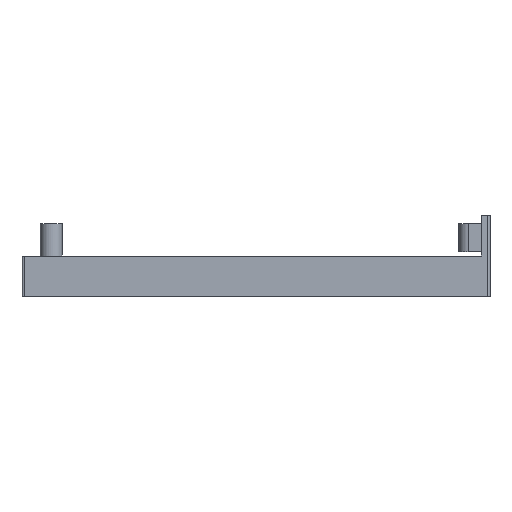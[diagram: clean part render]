
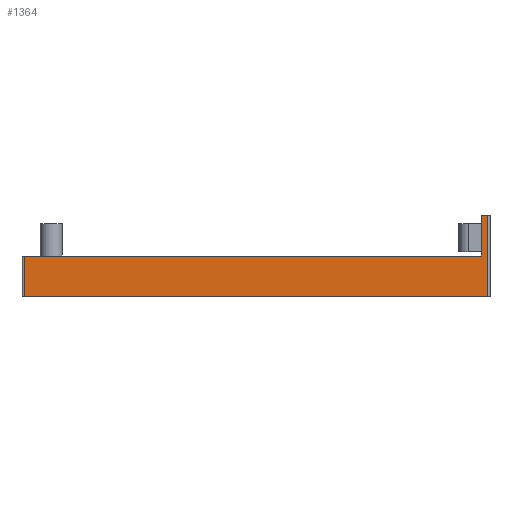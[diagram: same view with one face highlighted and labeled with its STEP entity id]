
A CAD part, front view. The second image highlights one B-rep face of the part: STEP entity #1364.
In plain terms, the highlighted planar face has unit normal (0, -1, 0).
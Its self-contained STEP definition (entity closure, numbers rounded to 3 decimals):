
#44 = PLANE('',#45);
#45 = AXIS2_PLACEMENT_3D('',#46,#47,#48);
#46 = CARTESIAN_POINT('',(-12.,0.,0.));
#47 = DIRECTION('',(0.,0.,1.));
#48 = DIRECTION('',(1.,0.,0.));
#72 = CYLINDRICAL_SURFACE('',#73,0.5);
#73 = AXIS2_PLACEMENT_3D('',#74,#75,#76);
#74 = CARTESIAN_POINT('',(-65.75,-19.5,0.));
#75 = DIRECTION('',(0.,0.,1.));
#76 = DIRECTION('',(-1.,0.,0.));
#100 = PLANE('',#101);
#101 = AXIS2_PLACEMENT_3D('',#102,#103,#104);
#102 = CARTESIAN_POINT('',(-65.25,0.,9.5));
#103 = DIRECTION('',(0.,0.,1.));
#104 = DIRECTION('',(1.,0.,0.));
#321 = VERTEX_POINT('',#322);
#322 = CARTESIAN_POINT('',(-65.75,-20.,0.));
#344 = EDGE_CURVE('',#321,#345,#347,.T.);
#345 = VERTEX_POINT('',#346);
#346 = CARTESIAN_POINT('',(41.75,-20.,0.));
#347 = SURFACE_CURVE('',#348,(#352,#359),.PCURVE_S1.);
#348 = LINE('',#349,#350);
#349 = CARTESIAN_POINT('',(-12.,-20.,0.));
#350 = VECTOR('',#351,1.);
#351 = DIRECTION('',(1.,0.,0.));
#352 = PCURVE('',#44,#353);
#353 = DEFINITIONAL_REPRESENTATION('',(#354),#358);
#354 = LINE('',#355,#356);
#355 = CARTESIAN_POINT('',(0.,-20.));
#356 = VECTOR('',#357,1.);
#357 = DIRECTION('',(1.,0.));
#358 = ( GEOMETRIC_REPRESENTATION_CONTEXT(2) 
PARAMETRIC_REPRESENTATION_CONTEXT() REPRESENTATION_CONTEXT('2D SPACE',''
  ) );
#359 = PCURVE('',#360,#365);
#360 = PLANE('',#361);
#361 = AXIS2_PLACEMENT_3D('',#362,#363,#364);
#362 = CARTESIAN_POINT('',(-66.25,-20.,0.));
#363 = DIRECTION('',(0.,1.,0.));
#364 = DIRECTION('',(1.,0.,0.));
#365 = DEFINITIONAL_REPRESENTATION('',(#366),#370);
#366 = LINE('',#367,#368);
#367 = CARTESIAN_POINT('',(54.25,0.));
#368 = VECTOR('',#369,1.);
#369 = DIRECTION('',(1.,0.));
#370 = ( GEOMETRIC_REPRESENTATION_CONTEXT(2) 
PARAMETRIC_REPRESENTATION_CONTEXT() REPRESENTATION_CONTEXT('2D SPACE',''
  ) );
#389 = CYLINDRICAL_SURFACE('',#390,0.5);
#390 = AXIS2_PLACEMENT_3D('',#391,#392,#393);
#391 = CARTESIAN_POINT('',(41.75,-19.5,0.));
#392 = DIRECTION('',(0.,0.,1.));
#393 = DIRECTION('',(0.,-1.,0.));
#781 = EDGE_CURVE('',#321,#782,#784,.T.);
#782 = VERTEX_POINT('',#783);
#783 = CARTESIAN_POINT('',(-65.75,-20.,9.5));
#784 = SURFACE_CURVE('',#785,(#789,#796),.PCURVE_S1.);
#785 = LINE('',#786,#787);
#786 = CARTESIAN_POINT('',(-65.75,-20.,0.));
#787 = VECTOR('',#788,1.);
#788 = DIRECTION('',(0.,0.,1.));
#789 = PCURVE('',#72,#790);
#790 = DEFINITIONAL_REPRESENTATION('',(#791),#795);
#791 = LINE('',#792,#793);
#792 = CARTESIAN_POINT('',(1.571,0.));
#793 = VECTOR('',#794,1.);
#794 = DIRECTION('',(0.,1.));
#795 = ( GEOMETRIC_REPRESENTATION_CONTEXT(2) 
PARAMETRIC_REPRESENTATION_CONTEXT() REPRESENTATION_CONTEXT('2D SPACE',''
  ) );
#796 = PCURVE('',#360,#797);
#797 = DEFINITIONAL_REPRESENTATION('',(#798),#802);
#798 = LINE('',#799,#800);
#799 = CARTESIAN_POINT('',(0.5,0.));
#800 = VECTOR('',#801,1.);
#801 = DIRECTION('',(0.,-1.));
#802 = ( GEOMETRIC_REPRESENTATION_CONTEXT(2) 
PARAMETRIC_REPRESENTATION_CONTEXT() REPRESENTATION_CONTEXT('2D SPACE',''
  ) );
#831 = EDGE_CURVE('',#832,#782,#834,.T.);
#832 = VERTEX_POINT('',#833);
#833 = CARTESIAN_POINT('',(40.25,-20.,9.5));
#834 = SURFACE_CURVE('',#835,(#839,#846),.PCURVE_S1.);
#835 = LINE('',#836,#837);
#836 = CARTESIAN_POINT('',(40.25,-20.,9.5));
#837 = VECTOR('',#838,1.);
#838 = DIRECTION('',(-1.,0.,0.));
#839 = PCURVE('',#100,#840);
#840 = DEFINITIONAL_REPRESENTATION('',(#841),#845);
#841 = LINE('',#842,#843);
#842 = CARTESIAN_POINT('',(105.5,-20.));
#843 = VECTOR('',#844,1.);
#844 = DIRECTION('',(-1.,0.));
#845 = ( GEOMETRIC_REPRESENTATION_CONTEXT(2) 
PARAMETRIC_REPRESENTATION_CONTEXT() REPRESENTATION_CONTEXT('2D SPACE',''
  ) );
#846 = PCURVE('',#360,#847);
#847 = DEFINITIONAL_REPRESENTATION('',(#848),#852);
#848 = LINE('',#849,#850);
#849 = CARTESIAN_POINT('',(106.5,-9.5));
#850 = VECTOR('',#851,1.);
#851 = DIRECTION('',(-1.,0.));
#852 = ( GEOMETRIC_REPRESENTATION_CONTEXT(2) 
PARAMETRIC_REPRESENTATION_CONTEXT() REPRESENTATION_CONTEXT('2D SPACE',''
  ) );
#870 = PLANE('',#871);
#871 = AXIS2_PLACEMENT_3D('',#872,#873,#874);
#872 = CARTESIAN_POINT('',(40.25,-20.,2.));
#873 = DIRECTION('',(-1.,0.,0.));
#874 = DIRECTION('',(0.,1.,0.));
#1364 = ADVANCED_FACE('',(#1365),#360,.F.);
#1365 = FACE_BOUND('',#1366,.F.);
#1366 = EDGE_LOOP('',(#1367,#1368,#1369,#1370,#1393,#1421));
#1367 = ORIENTED_EDGE('',*,*,#344,.F.);
#1368 = ORIENTED_EDGE('',*,*,#781,.T.);
#1369 = ORIENTED_EDGE('',*,*,#831,.F.);
#1370 = ORIENTED_EDGE('',*,*,#1371,.T.);
#1371 = EDGE_CURVE('',#832,#1372,#1374,.T.);
#1372 = VERTEX_POINT('',#1373);
#1373 = CARTESIAN_POINT('',(40.25,-20.,19.));
#1374 = SURFACE_CURVE('',#1375,(#1379,#1386),.PCURVE_S1.);
#1375 = LINE('',#1376,#1377);
#1376 = CARTESIAN_POINT('',(40.25,-20.,2.));
#1377 = VECTOR('',#1378,1.);
#1378 = DIRECTION('',(0.,0.,1.));
#1379 = PCURVE('',#360,#1380);
#1380 = DEFINITIONAL_REPRESENTATION('',(#1381),#1385);
#1381 = LINE('',#1382,#1383);
#1382 = CARTESIAN_POINT('',(106.5,-2.));
#1383 = VECTOR('',#1384,1.);
#1384 = DIRECTION('',(0.,-1.));
#1385 = ( GEOMETRIC_REPRESENTATION_CONTEXT(2) 
PARAMETRIC_REPRESENTATION_CONTEXT() REPRESENTATION_CONTEXT('2D SPACE',''
  ) );
#1386 = PCURVE('',#870,#1387);
#1387 = DEFINITIONAL_REPRESENTATION('',(#1388),#1392);
#1388 = LINE('',#1389,#1390);
#1389 = CARTESIAN_POINT('',(0.,0.));
#1390 = VECTOR('',#1391,1.);
#1391 = DIRECTION('',(0.,-1.));
#1392 = ( GEOMETRIC_REPRESENTATION_CONTEXT(2) 
PARAMETRIC_REPRESENTATION_CONTEXT() REPRESENTATION_CONTEXT('2D SPACE',''
  ) );
#1393 = ORIENTED_EDGE('',*,*,#1394,.T.);
#1394 = EDGE_CURVE('',#1372,#1395,#1397,.T.);
#1395 = VERTEX_POINT('',#1396);
#1396 = CARTESIAN_POINT('',(41.75,-20.,19.));
#1397 = SURFACE_CURVE('',#1398,(#1402,#1409),.PCURVE_S1.);
#1398 = LINE('',#1399,#1400);
#1399 = CARTESIAN_POINT('',(41.25,-20.,19.));
#1400 = VECTOR('',#1401,1.);
#1401 = DIRECTION('',(1.,0.,0.));
#1402 = PCURVE('',#360,#1403);
#1403 = DEFINITIONAL_REPRESENTATION('',(#1404),#1408);
#1404 = LINE('',#1405,#1406);
#1405 = CARTESIAN_POINT('',(107.5,-19.));
#1406 = VECTOR('',#1407,1.);
#1407 = DIRECTION('',(1.,0.));
#1408 = ( GEOMETRIC_REPRESENTATION_CONTEXT(2) 
PARAMETRIC_REPRESENTATION_CONTEXT() REPRESENTATION_CONTEXT('2D SPACE',''
  ) );
#1409 = PCURVE('',#1410,#1415);
#1410 = PLANE('',#1411);
#1411 = AXIS2_PLACEMENT_3D('',#1412,#1413,#1414);
#1412 = CARTESIAN_POINT('',(41.25,0.,19.));
#1413 = DIRECTION('',(0.,0.,1.));
#1414 = DIRECTION('',(1.,0.,0.));
#1415 = DEFINITIONAL_REPRESENTATION('',(#1416),#1420);
#1416 = LINE('',#1417,#1418);
#1417 = CARTESIAN_POINT('',(0.,-20.));
#1418 = VECTOR('',#1419,1.);
#1419 = DIRECTION('',(1.,0.));
#1420 = ( GEOMETRIC_REPRESENTATION_CONTEXT(2) 
PARAMETRIC_REPRESENTATION_CONTEXT() REPRESENTATION_CONTEXT('2D SPACE',''
  ) );
#1421 = ORIENTED_EDGE('',*,*,#1422,.F.);
#1422 = EDGE_CURVE('',#345,#1395,#1423,.T.);
#1423 = SURFACE_CURVE('',#1424,(#1428,#1435),.PCURVE_S1.);
#1424 = LINE('',#1425,#1426);
#1425 = CARTESIAN_POINT('',(41.75,-20.,0.));
#1426 = VECTOR('',#1427,1.);
#1427 = DIRECTION('',(0.,0.,1.));
#1428 = PCURVE('',#360,#1429);
#1429 = DEFINITIONAL_REPRESENTATION('',(#1430),#1434);
#1430 = LINE('',#1431,#1432);
#1431 = CARTESIAN_POINT('',(108.,0.));
#1432 = VECTOR('',#1433,1.);
#1433 = DIRECTION('',(0.,-1.));
#1434 = ( GEOMETRIC_REPRESENTATION_CONTEXT(2) 
PARAMETRIC_REPRESENTATION_CONTEXT() REPRESENTATION_CONTEXT('2D SPACE',''
  ) );
#1435 = PCURVE('',#389,#1436);
#1436 = DEFINITIONAL_REPRESENTATION('',(#1437),#1441);
#1437 = LINE('',#1438,#1439);
#1438 = CARTESIAN_POINT('',(6.283,0.));
#1439 = VECTOR('',#1440,1.);
#1440 = DIRECTION('',(0.,1.));
#1441 = ( GEOMETRIC_REPRESENTATION_CONTEXT(2) 
PARAMETRIC_REPRESENTATION_CONTEXT() REPRESENTATION_CONTEXT('2D SPACE',''
  ) );
